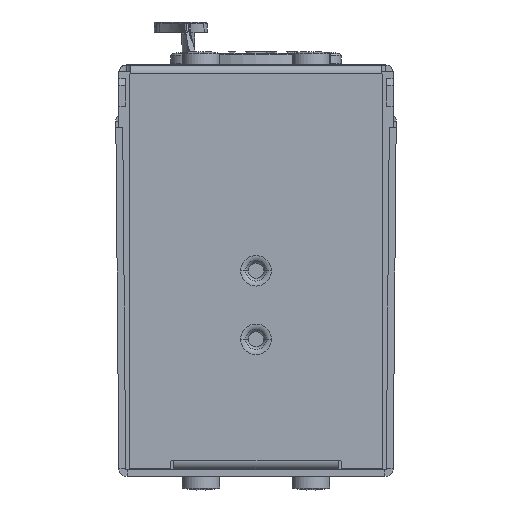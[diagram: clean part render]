
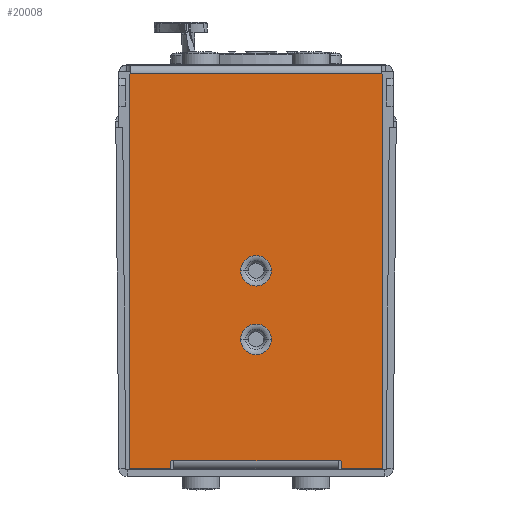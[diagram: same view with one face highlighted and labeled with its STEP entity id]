
A CAD part, left-side view. The second image highlights one B-rep face of the part: STEP entity #20008.
In plain terms, the highlighted planar face has unit normal (-1, 0, 0).
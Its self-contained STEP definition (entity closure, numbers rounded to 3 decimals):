
#3198=CARTESIAN_POINT('',(-75.,18.315,-0.2));
#3204=CARTESIAN_POINT('',(-75.,-18.315,-0.2));
#3224=DIRECTION('',(0.,1.,0.));
#3225=VECTOR('',#3224,36.63);
#3226=CARTESIAN_POINT('',(-75.,-18.315,-0.2));
#3227=LINE('',#3226,#3225);
#3228=CARTESIAN_POINT('',(-75.,12.25,-56.95));
#3229=DIRECTION('',(1.,0.,0.));
#3230=DIRECTION('',(0.,1.,0.));
#3231=AXIS2_PLACEMENT_3D('',#3228,#3229,#3230);
#3233=DIRECTION('',(0.,0.,1.));
#3234=VECTOR('',#3233,0.95);
#3235=CARTESIAN_POINT('',(-75.,12.5,-57.9));
#3236=LINE('',#3235,#3234);
#3237=DIRECTION('',(0.,-1.,0.));
#3238=VECTOR('',#3237,6.);
#3239=CARTESIAN_POINT('',(-75.,18.5,-57.9));
#3240=LINE('',#3239,#3238);
#3241=DIRECTION('',(0.,0.,1.));
#3242=VECTOR('',#3241,57.422);
#3243=CARTESIAN_POINT('',(-75.,18.5,-57.9));
#3244=LINE('',#3243,#3242);
#3245=CARTESIAN_POINT('',(-75.,19.229,0.207));
#3246=DIRECTION('',(1.,0.,0.));
#3247=DIRECTION('',(0.,-0.913,-0.407));
#3248=AXIS2_PLACEMENT_3D('',#3245,#3246,#3247);
#3250=CARTESIAN_POINT('',(-75.,-19.229,0.207));
#3251=DIRECTION('',(1.,0.,0.));
#3252=DIRECTION('',(0.,0.729,-0.685));
#3253=AXIS2_PLACEMENT_3D('',#3250,#3251,#3252);
#3255=DIRECTION('',(0.,0.,1.));
#3256=VECTOR('',#3255,57.422);
#3257=CARTESIAN_POINT('',(-75.,-18.5,-57.9));
#3258=LINE('',#3257,#3256);
#3259=DIRECTION('',(0.,-1.,0.));
#3260=VECTOR('',#3259,6.);
#3261=CARTESIAN_POINT('',(-75.,-12.5,-57.9));
#3262=LINE('',#3261,#3260);
#3263=DIRECTION('',(0.,0.,1.));
#3264=VECTOR('',#3263,0.95);
#3265=CARTESIAN_POINT('',(-75.,-12.5,-57.9));
#3266=LINE('',#3265,#3264);
#3267=CARTESIAN_POINT('',(-75.,-12.25,-56.95));
#3268=DIRECTION('',(-1.,0.,0.));
#3269=DIRECTION('',(0.,-1.,0.));
#3270=AXIS2_PLACEMENT_3D('',#3267,#3268,#3269);
#3272=CARTESIAN_POINT('',(-75.,0.,-39.));
#3273=DIRECTION('',(-1.,0.,0.));
#3274=DIRECTION('',(0.,-1.,0.));
#3275=AXIS2_PLACEMENT_3D('',#3272,#3273,#3274);
#3277=CARTESIAN_POINT('',(-75.,0.,-39.));
#3278=DIRECTION('',(-1.,0.,0.));
#3279=DIRECTION('',(0.,1.,0.));
#3280=AXIS2_PLACEMENT_3D('',#3277,#3278,#3279);
#3282=CARTESIAN_POINT('',(-75.,0.,-29.));
#3283=DIRECTION('',(-1.,0.,0.));
#3284=DIRECTION('',(0.,-1.,0.));
#3285=AXIS2_PLACEMENT_3D('',#3282,#3283,#3284);
#3287=CARTESIAN_POINT('',(-75.,0.,-29.));
#3288=DIRECTION('',(-1.,0.,0.));
#3289=DIRECTION('',(0.,1.,0.));
#3290=AXIS2_PLACEMENT_3D('',#3287,#3288,#3289);
#3319=DIRECTION('',(0.,-1.,0.));
#3320=VECTOR('',#3319,24.5);
#3321=CARTESIAN_POINT('',(-75.,12.25,-56.7));
#3322=LINE('',#3321,#3320);
#13921=VERTEX_POINT('',#3198);
#13922=VERTEX_POINT('',#3204);
#13947=CARTESIAN_POINT('',(-75.,18.5,-57.9));
#13948=CARTESIAN_POINT('',(-75.,18.5,-0.478));
#13949=VERTEX_POINT('',#13947);
#13950=VERTEX_POINT('',#13948);
#13951=CARTESIAN_POINT('',(-75.,-18.5,-57.9));
#13952=CARTESIAN_POINT('',(-75.,-18.5,-0.478));
#13953=VERTEX_POINT('',#13951);
#13954=VERTEX_POINT('',#13952);
#13969=CARTESIAN_POINT('',(-75.,12.5,-57.9));
#13970=CARTESIAN_POINT('',(-75.,12.5,-56.95));
#13971=VERTEX_POINT('',#13969);
#13972=VERTEX_POINT('',#13970);
#13973=CARTESIAN_POINT('',(-75.,12.25,-56.7));
#13974=VERTEX_POINT('',#13973);
#13976=CARTESIAN_POINT('',(-75.,-12.5,-57.9));
#13977=CARTESIAN_POINT('',(-75.,-12.5,-56.95));
#13978=VERTEX_POINT('',#13976);
#13979=VERTEX_POINT('',#13977);
#13980=CARTESIAN_POINT('',(-75.,-12.25,-56.7));
#13981=VERTEX_POINT('',#13980);
#13995=CARTESIAN_POINT('',(-75.,-2.23,-39.));
#13996=CARTESIAN_POINT('',(-75.,2.23,-39.));
#13997=VERTEX_POINT('',#13995);
#13998=VERTEX_POINT('',#13996);
#13999=CARTESIAN_POINT('',(-75.,-2.23,-29.));
#14000=CARTESIAN_POINT('',(-75.,2.23,-29.));
#14001=VERTEX_POINT('',#13999);
#14002=VERTEX_POINT('',#14000);
#19972=CARTESIAN_POINT('',(-75.,18.9,1.));
#19973=DIRECTION('',(-1.,0.,0.));
#19974=DIRECTION('',(0.,1.,0.));
#19975=AXIS2_PLACEMENT_3D('',#19972,#19973,#19974);
#19976=PLANE('',#19975);
#19978=ORIENTED_EDGE('',*,*,#19977,.F.);
#19980=ORIENTED_EDGE('',*,*,#19979,.F.);
#19982=ORIENTED_EDGE('',*,*,#19981,.F.);
#19983=ORIENTED_EDGE('',*,*,#19274,.F.);
#19984=ORIENTED_EDGE('',*,*,#19303,.T.);
#19985=ORIENTED_EDGE('',*,*,#19317,.F.);
#19986=ORIENTED_EDGE('',*,*,#19967,.F.);
#19987=ORIENTED_EDGE('',*,*,#19246,.F.);
#19988=ORIENTED_EDGE('',*,*,#19260,.F.);
#19989=ORIENTED_EDGE('',*,*,#19289,.F.);
#19991=ORIENTED_EDGE('',*,*,#19990,.T.);
#19993=ORIENTED_EDGE('',*,*,#19992,.T.);
#19994=EDGE_LOOP('',(#19978,#19980,#19982,#19983,#19984,#19985,#19986,#19987,
#19988,#19989,#19991,#19993));
#19995=FACE_OUTER_BOUND('',#19994,.F.);
#19997=ORIENTED_EDGE('',*,*,#19996,.T.);
#19999=ORIENTED_EDGE('',*,*,#19998,.T.);
#20000=EDGE_LOOP('',(#19997,#19999));
#20001=FACE_BOUND('',#20000,.F.);
#20003=ORIENTED_EDGE('',*,*,#20002,.T.);
#20005=ORIENTED_EDGE('',*,*,#20004,.T.);
#20006=EDGE_LOOP('',(#20003,#20005));
#20007=FACE_BOUND('',#20006,.F.);
#20008=ADVANCED_FACE('',(#19995,#20001,#20007),#19976,.T.);
#3232=CIRCLE('',#3231,0.25);
#3249=CIRCLE('',#3248,1.);
#3254=CIRCLE('',#3253,1.);
#3271=CIRCLE('',#3270,0.25);
#3276=CIRCLE('',#3275,2.23);
#3281=CIRCLE('',#3280,2.23);
#3286=CIRCLE('',#3285,2.23);
#3291=CIRCLE('',#3290,2.23);
#19246=EDGE_CURVE('',#13954,#13922,#3254,.T.);
#19260=EDGE_CURVE('',#13953,#13954,#3258,.T.);
#19274=EDGE_CURVE('',#13949,#13971,#3240,.T.);
#19289=EDGE_CURVE('',#13978,#13953,#3262,.T.);
#19303=EDGE_CURVE('',#13949,#13950,#3244,.T.);
#19317=EDGE_CURVE('',#13921,#13950,#3249,.T.);
#19967=EDGE_CURVE('',#13922,#13921,#3227,.T.);
#19977=EDGE_CURVE('',#13974,#13981,#3322,.T.);
#19979=EDGE_CURVE('',#13972,#13974,#3232,.T.);
#19981=EDGE_CURVE('',#13971,#13972,#3236,.T.);
#19990=EDGE_CURVE('',#13978,#13979,#3266,.T.);
#19992=EDGE_CURVE('',#13979,#13981,#3271,.T.);
#19996=EDGE_CURVE('',#13997,#13998,#3276,.T.);
#19998=EDGE_CURVE('',#13998,#13997,#3281,.T.);
#20002=EDGE_CURVE('',#14001,#14002,#3286,.T.);
#20004=EDGE_CURVE('',#14002,#14001,#3291,.T.);
